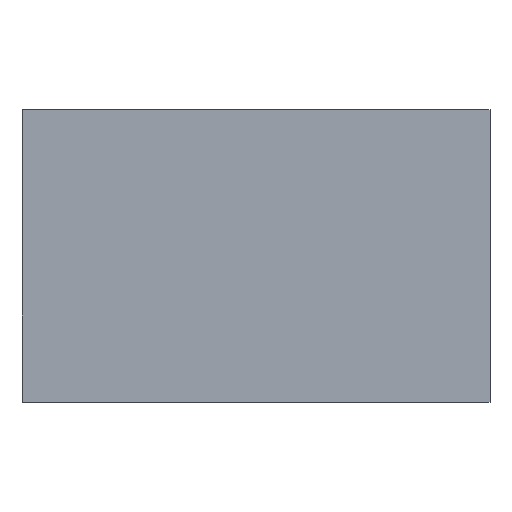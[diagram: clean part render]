
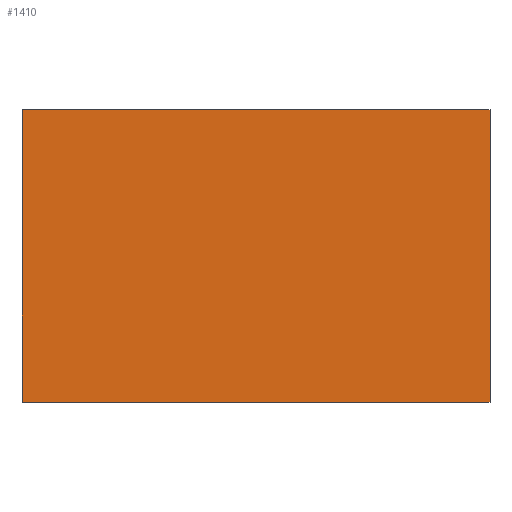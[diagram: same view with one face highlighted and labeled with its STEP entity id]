
A CAD part, top view. The second image highlights one B-rep face of the part: STEP entity #1410.
In plain terms, the highlighted planar face has unit normal (0, 0, 1).
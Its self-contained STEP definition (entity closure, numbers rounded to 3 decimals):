
#151=FACE_OUTER_BOUND('',#235,.T.);
#235=EDGE_LOOP('',(#1292,#1293,#1294,#1295));
#434=LINE('',#2769,#548);
#436=LINE('',#2773,#550);
#438=LINE('',#2777,#552);
#440=LINE('',#2780,#554);
#548=VECTOR('',#1627,10.);
#550=VECTOR('',#1631,10.);
#552=VECTOR('',#1635,10.);
#554=VECTOR('',#1639,10.);
#687=VERTEX_POINT('',#2766);
#688=VERTEX_POINT('',#2768);
#689=VERTEX_POINT('',#2772);
#690=VERTEX_POINT('',#2776);
#888=EDGE_CURVE('',#687,#688,#434,.T.);
#890=EDGE_CURVE('',#688,#689,#436,.T.);
#892=EDGE_CURVE('',#689,#690,#438,.T.);
#894=EDGE_CURVE('',#690,#687,#440,.T.);
#1292=ORIENTED_EDGE('',*,*,#888,.F.);
#1293=ORIENTED_EDGE('',*,*,#894,.F.);
#1294=ORIENTED_EDGE('',*,*,#892,.F.);
#1295=ORIENTED_EDGE('',*,*,#890,.F.);
#1333=PLANE('',#1462);
#1410=ADVANCED_FACE('',(#151),#1333,.T.);
#1462=AXIS2_PLACEMENT_3D('',#2781,#1640,#1641);
#1627=DIRECTION('',(0.,-1.,0.));
#1631=DIRECTION('',(-1.,0.,0.));
#1635=DIRECTION('',(0.,1.,0.));
#1639=DIRECTION('',(1.,0.,0.));
#1640=DIRECTION('center_axis',(0.,0.,1.));
#1641=DIRECTION('ref_axis',(1.,0.,0.));
#2766=CARTESIAN_POINT('',(1.,0.625,0.5));
#2768=CARTESIAN_POINT('',(1.,-0.625,0.5));
#2769=CARTESIAN_POINT('',(1.,0.625,0.5));
#2772=CARTESIAN_POINT('',(-1.,-0.625,0.5));
#2773=CARTESIAN_POINT('',(1.,-0.625,0.5));
#2776=CARTESIAN_POINT('',(-1.,0.625,0.5));
#2777=CARTESIAN_POINT('',(-1.,-0.625,0.5));
#2780=CARTESIAN_POINT('',(-1.,0.625,0.5));
#2781=CARTESIAN_POINT('Origin',(0.,0.,0.5));
